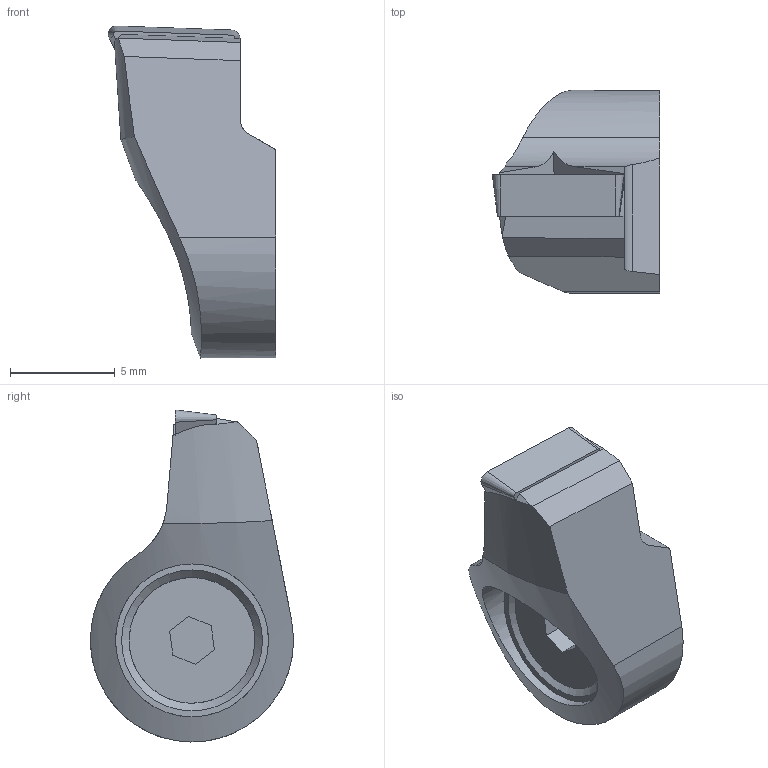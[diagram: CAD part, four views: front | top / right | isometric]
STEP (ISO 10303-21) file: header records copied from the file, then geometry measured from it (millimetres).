
FILE_DESCRIPTION(/* description */ (''),/* implementation_level */ '2;1');
FILE_NAME(/* name */ '1549353006103.stp',/* time_stamp */ '2019-02-05T08:50:22+01:00',/* author */ (''),/* organization */ ('SMS'),/* preprocessor_version */ 'ST-DEVELOPER v15',/* originating_system */ 'SIEMENS PLM Software NX 8.5',/* authorisation */ '');
FILE_SCHEMA (('AUTOMOTIVE_DESIGN { 1 0 10303 214 3 1 1 1 }'));
Length unit declared in the file: millimetre
Products named in the file (4): ASSEMBLY_CONSTRUCTION; IsoTurningInsert; 202060147mod000_00; 202060825mod000_00
Assembly tree (3 placements, depth 2):
  202060825mod000_00
    202060147mod000_00
    IsoTurningInsert
    ASSEMBLY_CONSTRUCTION
Bounding box: 8 x 9.7 x 15.85 mm (x, y, z)
Volume: 471.1 mm3; surface area: 572.6 mm2
Topology: 2 solids, 2 shells, 47 faces, 115 edges, 82 vertices
Faces by surface type: plane 28, cylinder 9, cone 6, torus 4
Full cylindrical faces by diameter (mm): 2.2 x2, 6 x1, 7.3 x1
Entity records: 1543 total; most frequent: CARTESIAN_POINT 305, DIRECTION 243, ORIENTED_EDGE 198, EDGE_CURVE 99, AXIS2_PLACEMENT_3D 92, VERTEX_POINT 71, EDGE_LOOP 64, LINE 59
